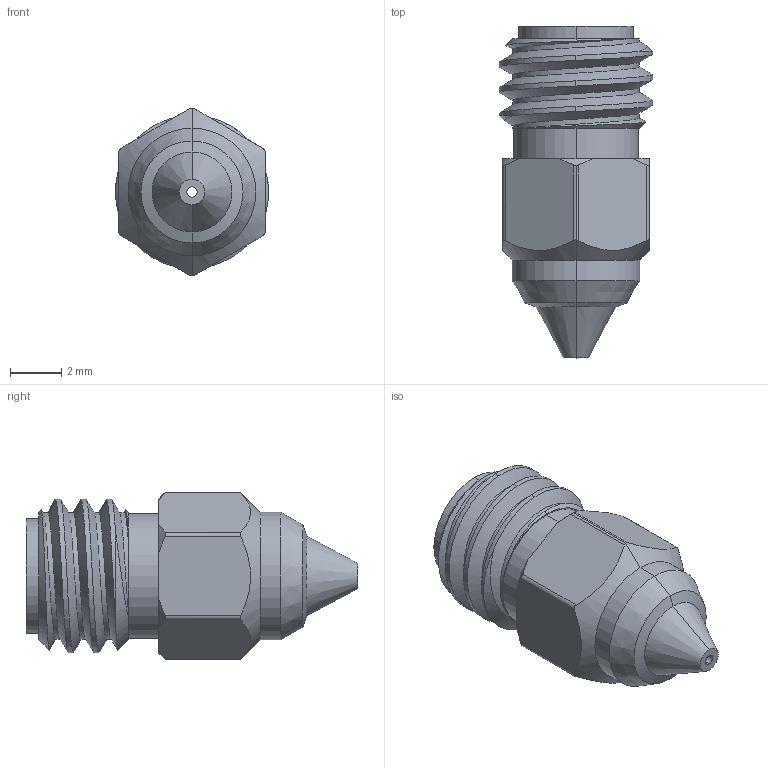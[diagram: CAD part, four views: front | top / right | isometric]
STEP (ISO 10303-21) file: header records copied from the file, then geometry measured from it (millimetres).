
FILE_DESCRIPTION (( 'STEP AP214' ), '1' );
FILE_NAME ('JXHMP4602-08054-a 茞趙驗郲0.4mm.STEP', '2024-12-23T06:38:52', ( 'Windows User' ), ( 'P R C' ), 'SwSTEP 2.0', 'SolidWorks 2020', '' );
FILE_SCHEMA (( 'AUTOMOTIVE_DESIGN' ));
Length unit declared in the file: millimetre
Products named in the file (1): JXHMP4602-08054-a 茞趙驗郲0.4mm
Bounding box: 6 x 13 x 6.58 mm (x, y, z)
Volume: 226.5 mm3; surface area: 348.1 mm2
Topology: 1 solids, 1 shells, 93 faces, 234 edges, 151 vertices
Faces by surface type: plane 28, cone 25, cylinder 23, bspline 17
Entity records: 4484 total; most frequent: CARTESIAN_POINT 2422, ORIENTED_EDGE 468, DIRECTION 341, EDGE_CURVE 234, VERTEX_POINT 151, AXIS2_PLACEMENT_3D 120, EDGE_LOOP 103, LINE 101
